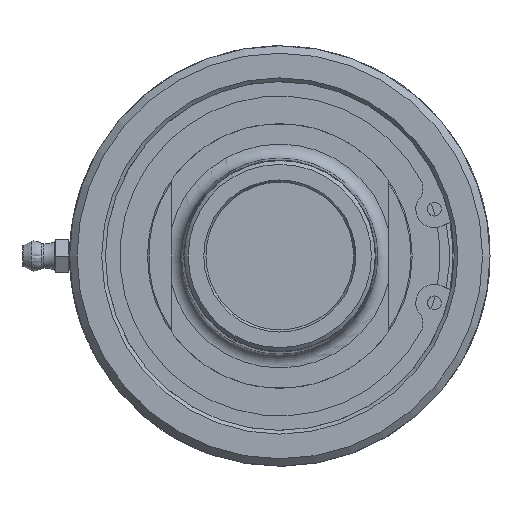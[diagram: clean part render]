
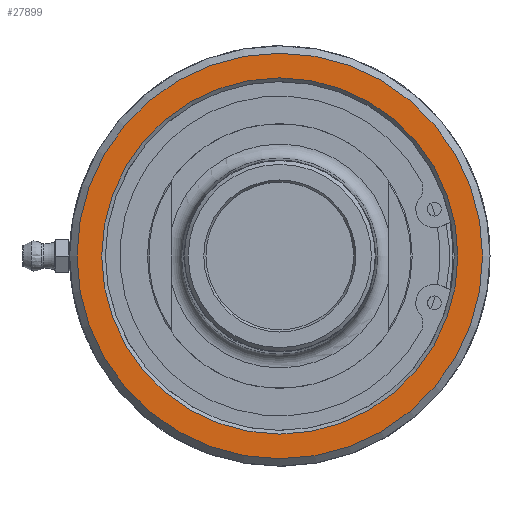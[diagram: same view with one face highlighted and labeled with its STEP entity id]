
A CAD part, left-side view. The second image highlights one B-rep face of the part: STEP entity #27899.
In plain terms, the highlighted planar face has unit normal (-1, 0, 0).
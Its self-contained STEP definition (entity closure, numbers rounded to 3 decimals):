
#222=FACE_BOUND('',#8211,.T.);
#795=PLANE('',#29486);
#6510=FACE_OUTER_BOUND('',#8210,.T.);
#8210=EDGE_LOOP('',(#25393));
#8211=EDGE_LOOP('',(#25394));
#9094=CIRCLE('',#29485,38.34);
#9095=CIRCLE('',#29487,43.65);
#13343=VERTEX_POINT('',#63272);
#13344=VERTEX_POINT('',#63276);
#17398=EDGE_CURVE('',#13343,#13343,#9094,.T.);
#17399=EDGE_CURVE('',#13344,#13344,#9095,.T.);
#25393=ORIENTED_EDGE('',*,*,#17399,.F.);
#25394=ORIENTED_EDGE('',*,*,#17398,.F.);
#27899=ADVANCED_FACE('',(#6510,#222),#795,.F.);
#29485=AXIS2_PLACEMENT_3D('',#63274,#34254,#34255);
#29486=AXIS2_PLACEMENT_3D('',#63275,#34256,#34257);
#29487=AXIS2_PLACEMENT_3D('',#63277,#34258,#34259);
#34254=DIRECTION('center_axis',(-1.,0.,0.));
#34255=DIRECTION('ref_axis',(0.,-1.,0.));
#34256=DIRECTION('center_axis',(1.,0.,0.));
#34257=DIRECTION('ref_axis',(0.,0.,-1.));
#34258=DIRECTION('center_axis',(1.,0.,0.));
#34259=DIRECTION('ref_axis',(0.,1.,0.));
#63272=CARTESIAN_POINT('',(-6.8,38.34,0.));
#63274=CARTESIAN_POINT('Origin',(-6.8,0.,0.));
#63275=CARTESIAN_POINT('Origin',(-6.8,47.988,0.));
#63276=CARTESIAN_POINT('',(-6.8,-43.65,0.));
#63277=CARTESIAN_POINT('Origin',(-6.8,0.,0.));
